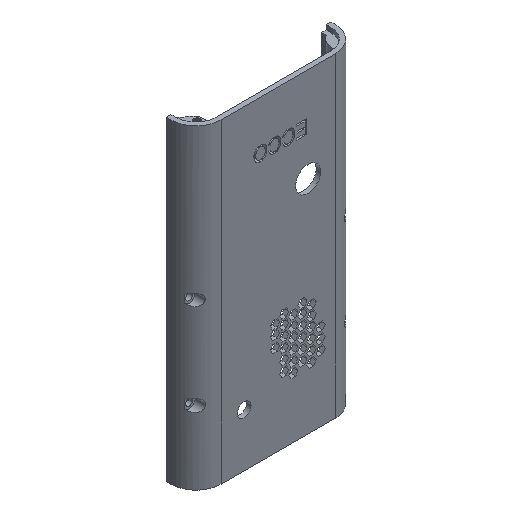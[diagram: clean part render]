
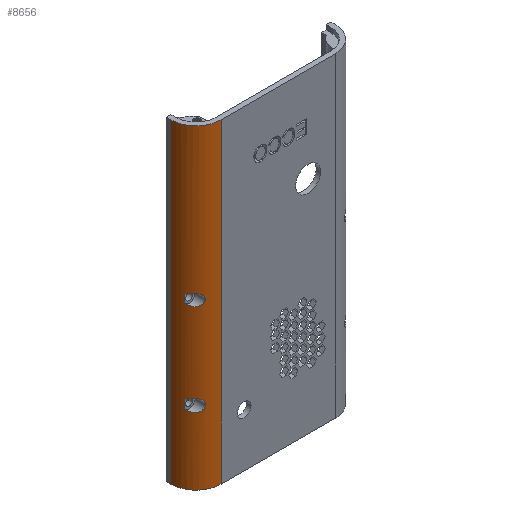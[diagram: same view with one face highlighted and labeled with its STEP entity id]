
A CAD part, isometric view. The second image highlights one B-rep face of the part: STEP entity #8656.
In plain terms, the highlighted cylindrical face has radius 11 mm (diameter 22 mm), a partial arc.
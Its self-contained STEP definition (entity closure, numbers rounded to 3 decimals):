
#101=FACE_BOUND('',#1333,.T.);
#102=FACE_BOUND('',#1334,.T.);
#819=FACE_OUTER_BOUND('',#1332,.T.);
#1332=EDGE_LOOP('',(#8009,#8010,#8011,#8012));
#1333=EDGE_LOOP('',(#8013,#8014));
#1334=EDGE_LOOP('',(#8015,#8016));
#1430=CIRCLE('',#9102,11.);
#1436=CIRCLE('',#9123,11.);
#1733=B_SPLINE_CURVE_WITH_KNOTS('',3,(#18540,#18541,#18542,#18543,#18544,
#18545,#18546,#18547,#18548,#18549,#18550,#18551,#18552,#18553,#18554,#18555,
#18556,#18557,#18558,#18559,#18560,#18561,#18562,#18563,#18564,#18565),
 .UNSPECIFIED.,.F.,.F.,(4,2,2,2,2,2,2,2,2,2,2,2,4),(0.263,0.358,
0.633,0.741,0.849,0.932,
1.014,1.097,1.18,1.288,1.396,
1.671,1.766),.UNSPECIFIED.);
#1734=B_SPLINE_CURVE_WITH_KNOTS('',3,(#18568,#18569,#18570,#18571,#18572,
#18573,#18574,#18575,#18576,#18577,#18578,#18579,#18580,#18581,#18582,#18583,
#18584,#18585,#18586,#18587,#18588,#18589,#18590,#18591,#18592,#18593),
 .UNSPECIFIED.,.F.,.F.,(4,2,2,2,2,2,2,2,2,2,2,2,4),(0.308,0.387,
0.68,0.792,0.904,0.991,
1.078,1.165,1.251,1.364,1.476,
1.769,1.848),.UNSPECIFIED.);
#2151=LINE('',#15786,#2999);
#2567=LINE('',#18430,#3415);
#2607=LINE('',#20082,#3455);
#2610=LINE('',#20092,#3458);
#2999=VECTOR('',#9715,10.);
#3415=VECTOR('',#10621,10.);
#3455=VECTOR('',#10803,84.);
#3458=VECTOR('',#10818,10.);
#3977=VERTEX_POINT('',#15783);
#3978=VERTEX_POINT('',#15785);
#4251=VERTEX_POINT('',#18428);
#4252=VERTEX_POINT('',#18429);
#4259=VERTEX_POINT('',#18538);
#4260=VERTEX_POINT('',#18539);
#4277=VERTEX_POINT('',#19965);
#4282=VERTEX_POINT('',#20080);
#4954=EDGE_CURVE('',#3978,#3977,#2151,.T.);
#5443=EDGE_CURVE('',#4251,#4252,#2567,.T.);
#5460=EDGE_CURVE('',#4259,#4260,#1733,.T.);
#5462=EDGE_CURVE('',#4252,#4251,#1734,.T.);
#5511=EDGE_CURVE('',#3977,#4277,#1430,.T.);
#5529=EDGE_CURVE('',#4277,#4282,#2607,.T.);
#5533=EDGE_CURVE('',#3978,#4282,#1436,.T.);
#5534=EDGE_CURVE('',#4260,#4259,#2610,.T.);
#8009=ORIENTED_EDGE('',*,*,#5511,.T.);
#8010=ORIENTED_EDGE('',*,*,#5529,.T.);
#8011=ORIENTED_EDGE('',*,*,#5533,.F.);
#8012=ORIENTED_EDGE('',*,*,#4954,.T.);
#8013=ORIENTED_EDGE('',*,*,#5534,.T.);
#8014=ORIENTED_EDGE('',*,*,#5460,.T.);
#8015=ORIENTED_EDGE('',*,*,#5443,.T.);
#8016=ORIENTED_EDGE('',*,*,#5462,.T.);
#8243=CYLINDRICAL_SURFACE('',#9124,11.);
#8656=ADVANCED_FACE('',(#819,#101,#102),#8243,.T.);
#9102=AXIS2_PLACEMENT_3D('',#19967,#10758,#10759);
#9123=AXIS2_PLACEMENT_3D('',#20090,#10814,#10815);
#9124=AXIS2_PLACEMENT_3D('',#20091,#10816,#10817);
#9715=DIRECTION('',(0.,0.,1.));
#10621=DIRECTION('',(0.,0.,1.));
#10758=DIRECTION('center_axis',(0.,0.,-1.));
#10759=DIRECTION('ref_axis',(-1.,0.,0.));
#10803=DIRECTION('',(0.,0.,-1.));
#10814=DIRECTION('center_axis',(0.,0.,-1.));
#10815=DIRECTION('ref_axis',(-1.,0.,0.));
#10816=DIRECTION('center_axis',(0.,0.,-1.));
#10817=DIRECTION('ref_axis',(-1.,0.,0.));
#10818=DIRECTION('',(0.,0.,1.));
#15783=CARTESIAN_POINT('',(-24.574,0.,126.));
#15785=CARTESIAN_POINT('',(-24.574,0.,-12.));
#15786=CARTESIAN_POINT('',(-24.574,0.,122.));
#18428=CARTESIAN_POINT('',(-34.372,6.,18.082));
#18429=CARTESIAN_POINT('',(-34.372,6.,21.918));
#18430=CARTESIAN_POINT('',(-34.372,6.,80.));
#18538=CARTESIAN_POINT('',(-34.372,6.,61.741));
#18539=CARTESIAN_POINT('',(-34.372,6.,58.259));
#18540=CARTESIAN_POINT('Ctrl Pts',(-34.372,6.,61.741));
#18541=CARTESIAN_POINT('Ctrl Pts',(-34.239,5.739,61.878));
#18542=CARTESIAN_POINT('Ctrl Pts',(-34.091,5.474,62.));
#18543=CARTESIAN_POINT('Ctrl Pts',(-33.453,4.444,62.408));
#18544=CARTESIAN_POINT('Ctrl Pts',(-32.853,3.7,62.572));
#18545=CARTESIAN_POINT('Ctrl Pts',(-31.939,2.821,62.431));
#18546=CARTESIAN_POINT('Ctrl Pts',(-31.649,2.57,62.342));
#18547=CARTESIAN_POINT('Ctrl Pts',(-31.096,2.135,62.038));
#18548=CARTESIAN_POINT('Ctrl Pts',(-30.833,1.951,61.82));
#18549=CARTESIAN_POINT('Ctrl Pts',(-30.466,1.709,61.361));
#18550=CARTESIAN_POINT('Ctrl Pts',(-30.321,1.62,61.113));
#18551=CARTESIAN_POINT('Ctrl Pts',(-30.127,1.504,60.57));
#18552=CARTESIAN_POINT('Ctrl Pts',(-30.078,1.476,60.276));
#18553=CARTESIAN_POINT('Ctrl Pts',(-30.078,1.476,59.724));
#18554=CARTESIAN_POINT('Ctrl Pts',(-30.127,1.504,59.43));
#18555=CARTESIAN_POINT('Ctrl Pts',(-30.321,1.62,58.887));
#18556=CARTESIAN_POINT('Ctrl Pts',(-30.466,1.709,58.639));
#18557=CARTESIAN_POINT('Ctrl Pts',(-30.833,1.951,58.18));
#18558=CARTESIAN_POINT('Ctrl Pts',(-31.096,2.135,57.962));
#18559=CARTESIAN_POINT('Ctrl Pts',(-31.649,2.57,57.658));
#18560=CARTESIAN_POINT('Ctrl Pts',(-31.939,2.821,57.569));
#18561=CARTESIAN_POINT('Ctrl Pts',(-32.853,3.7,57.428));
#18562=CARTESIAN_POINT('Ctrl Pts',(-33.453,4.444,57.592));
#18563=CARTESIAN_POINT('Ctrl Pts',(-34.091,5.474,58.));
#18564=CARTESIAN_POINT('Ctrl Pts',(-34.239,5.739,58.122));
#18565=CARTESIAN_POINT('Ctrl Pts',(-34.372,6.,58.259));
#18568=CARTESIAN_POINT('Ctrl Pts',(-34.372,6.,21.918));
#18569=CARTESIAN_POINT('Ctrl Pts',(-34.258,5.776,22.025));
#18570=CARTESIAN_POINT('Ctrl Pts',(-34.134,5.552,22.122));
#18571=CARTESIAN_POINT('Ctrl Pts',(-33.502,4.502,22.529));
#18572=CARTESIAN_POINT('Ctrl Pts',(-32.867,3.708,22.706));
#18573=CARTESIAN_POINT('Ctrl Pts',(-31.896,2.782,22.551));
#18574=CARTESIAN_POINT('Ctrl Pts',(-31.594,2.523,22.457));
#18575=CARTESIAN_POINT('Ctrl Pts',(-31.016,2.076,22.137));
#18576=CARTESIAN_POINT('Ctrl Pts',(-30.742,1.888,21.909));
#18577=CARTESIAN_POINT('Ctrl Pts',(-30.358,1.641,21.428));
#18578=CARTESIAN_POINT('Ctrl Pts',(-30.206,1.55,21.167));
#18579=CARTESIAN_POINT('Ctrl Pts',(-30.003,1.432,20.598));
#18580=CARTESIAN_POINT('Ctrl Pts',(-29.952,1.404,20.289));
#18581=CARTESIAN_POINT('Ctrl Pts',(-29.952,1.404,19.711));
#18582=CARTESIAN_POINT('Ctrl Pts',(-30.003,1.432,19.402));
#18583=CARTESIAN_POINT('Ctrl Pts',(-30.206,1.55,18.833));
#18584=CARTESIAN_POINT('Ctrl Pts',(-30.358,1.641,18.572));
#18585=CARTESIAN_POINT('Ctrl Pts',(-30.742,1.888,18.091));
#18586=CARTESIAN_POINT('Ctrl Pts',(-31.016,2.076,17.863));
#18587=CARTESIAN_POINT('Ctrl Pts',(-31.594,2.523,17.543));
#18588=CARTESIAN_POINT('Ctrl Pts',(-31.896,2.782,17.449));
#18589=CARTESIAN_POINT('Ctrl Pts',(-32.867,3.708,17.294));
#18590=CARTESIAN_POINT('Ctrl Pts',(-33.502,4.502,17.471));
#18591=CARTESIAN_POINT('Ctrl Pts',(-34.134,5.552,17.878));
#18592=CARTESIAN_POINT('Ctrl Pts',(-34.258,5.776,17.975));
#18593=CARTESIAN_POINT('Ctrl Pts',(-34.372,6.,18.082));
#19965=CARTESIAN_POINT('',(-35.574,11.,126.));
#19967=CARTESIAN_POINT('Origin',(-24.574,11.,126.));
#20080=CARTESIAN_POINT('',(-35.574,11.,-12.));
#20082=CARTESIAN_POINT('',(-35.574,11.,82.));
#20090=CARTESIAN_POINT('Origin',(-24.574,11.,-12.));
#20091=CARTESIAN_POINT('Origin',(-24.574,11.,80.));
#20092=CARTESIAN_POINT('',(-34.372,6.,80.));
